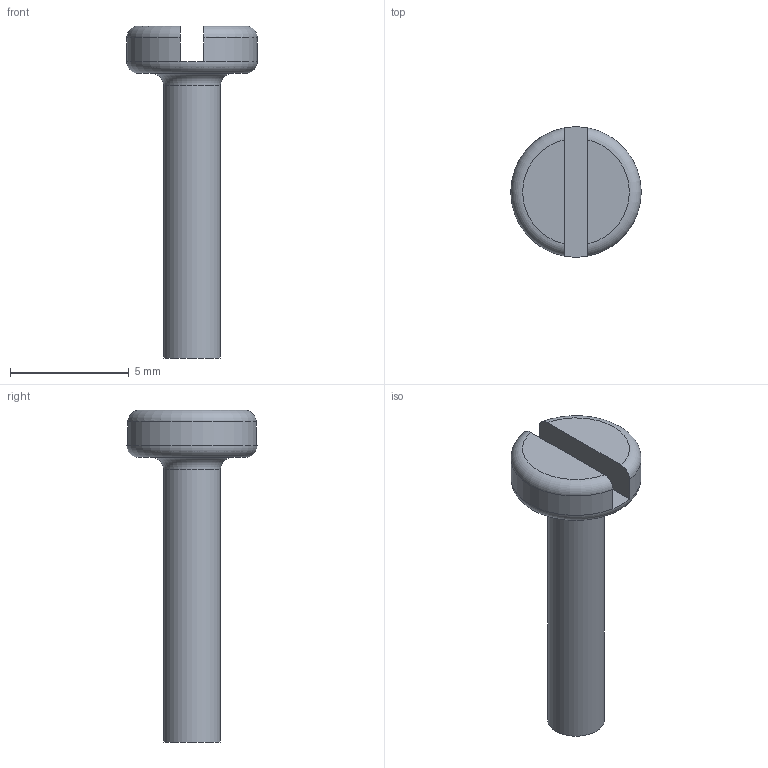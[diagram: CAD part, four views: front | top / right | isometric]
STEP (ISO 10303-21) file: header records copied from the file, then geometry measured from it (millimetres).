
FILE_DESCRIPTION(/* description */ (''),/* implementation_level */ '2;1');
FILE_NAME(/* name */ 'ScrewM3x12_ipt_9d988cb3.STEP',/* time_stamp */ '2021-11-25T09:42:59-03:00',/* author */ ('Victor Sabino'),/* organization */ (''),/* preprocessor_version */ 'ST-DEVELOPER v18.1',/* originating_system */ 'Autodesk Inventor 2020',/* authorisation */ '');
FILE_SCHEMA (('AUTOMOTIVE_DESIGN { 1 0 10303 214 3 1 1 }'));
Length unit declared in the file: millimetre
Products named in the file (1): ScrewM3x12
Bounding box: 5.5 x 5.49 x 14 mm (x, y, z)
Volume: 92.4 mm3; surface area: 176.8 mm2
Topology: 1 solids, 1 shells, 14 faces, 28 edges, 17 vertices
Faces by surface type: plane 7, torus 4, cylinder 3
Full cylindrical faces by diameter (mm): 2.4 x1
Entity records: 459 total; most frequent: CARTESIAN_POINT 96, DIRECTION 69, ORIENTED_EDGE 56, AXIS2_PLACEMENT_3D 30, EDGE_CURVE 28, VERTEX_POINT 17, EDGE_LOOP 15, CIRCLE 15
